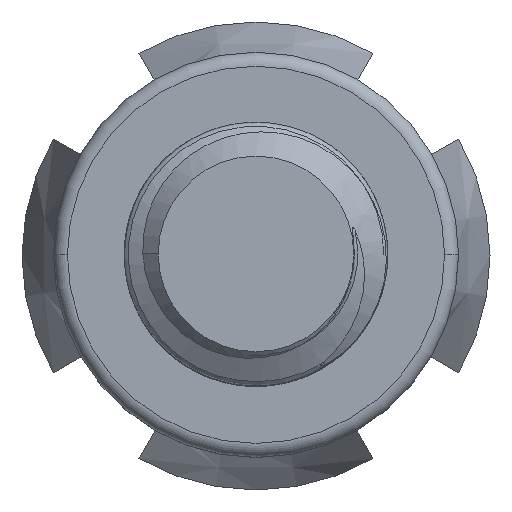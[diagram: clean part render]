
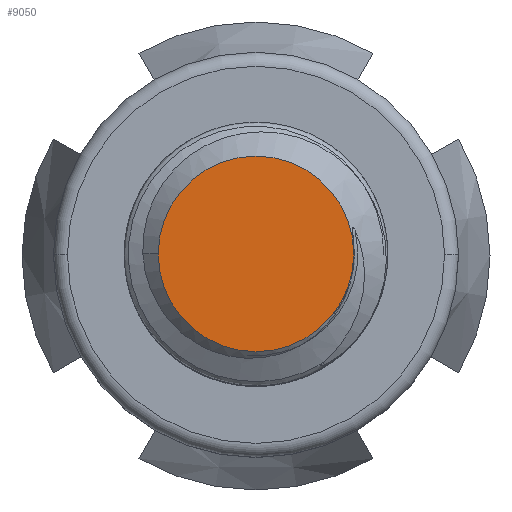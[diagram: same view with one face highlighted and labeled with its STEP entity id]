
A CAD part, top view. The second image highlights one B-rep face of the part: STEP entity #9050.
In plain terms, the highlighted planar face has unit normal (0, 0, 1).
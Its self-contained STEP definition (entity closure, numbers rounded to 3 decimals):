
#2474=CARTESIAN_POINT('',(0.,0.,7.75));
#2475=DIRECTION('',(0.,0.,1.));
#2476=DIRECTION('',(1.,0.,0.));
#2477=AXIS2_PLACEMENT_3D('',#2474,#2475,#2476);
#4394=CARTESIAN_POINT('',(0.,0.,7.75));
#4395=DIRECTION('',(0.,0.,-1.));
#4396=DIRECTION('',(1.,0.,0.));
#4397=AXIS2_PLACEMENT_3D('',#4394,#4395,#4396);
#4835=CARTESIAN_POINT('',(0.7,0.,7.75));
#4836=CARTESIAN_POINT('',(-0.7,0.,7.75));
#4837=VERTEX_POINT('',#4835);
#4838=VERTEX_POINT('',#4836);
#9041=CARTESIAN_POINT('',(0.,0.,7.75));
#9042=DIRECTION('',(0.,0.,1.));
#9043=DIRECTION('',(-1.,0.,0.));
#9044=AXIS2_PLACEMENT_3D('',#9041,#9042,#9043);
#9045=PLANE('',#9044);
#9046=ORIENTED_EDGE('',*,*,#9027,.T.);
#9047=ORIENTED_EDGE('',*,*,#7801,.F.);
#9048=EDGE_LOOP('',(#9046,#9047));
#9049=FACE_OUTER_BOUND('',#9048,.F.);
#2478=CIRCLE('',#2477,0.7);
#4398=CIRCLE('',#4397,0.7);
#7801=EDGE_CURVE('',#4837,#4838,#2478,.T.);
#9027=EDGE_CURVE('',#4837,#4838,#4398,.T.);
#9050=ADVANCED_FACE('',(#9049),#9045,.T.);
